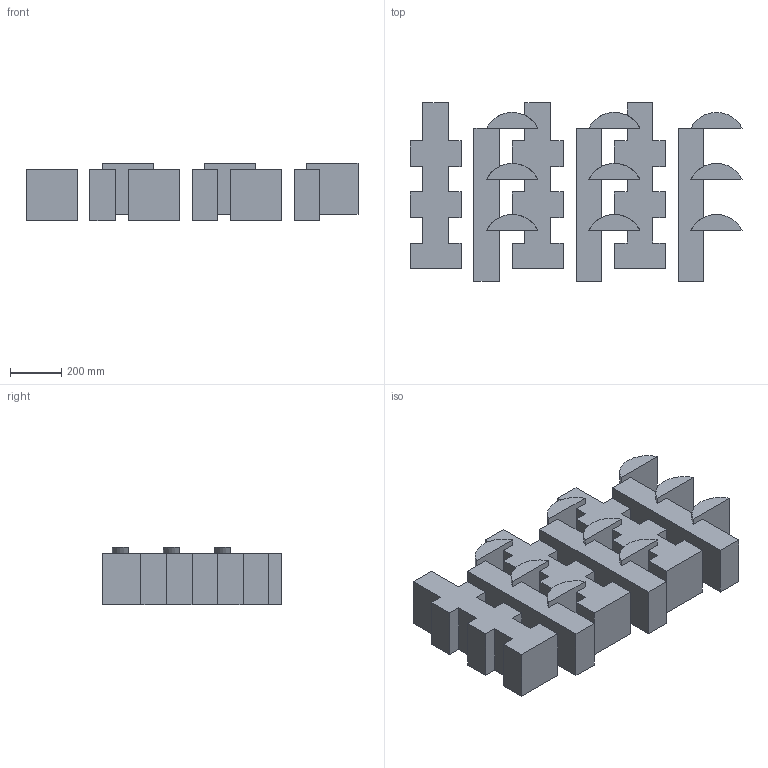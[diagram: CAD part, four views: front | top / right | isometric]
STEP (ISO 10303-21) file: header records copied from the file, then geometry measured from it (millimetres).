
FILE_DESCRIPTION(('Open CASCADE Model'),'2;1');
FILE_NAME('Open CASCADE Shape Model','2024-05-25T22:51:09',('Author'),( 'Open CASCADE'),'Open CASCADE STEP processor 7.7','Open CASCADE 7.7' ,'Unknown');
FILE_SCHEMA(('AUTOMOTIVE_DESIGN { 1 0 10303 214 1 1 1 1 }'));
Length unit declared in the file: millimetre
Products named in the file (5): Open CASCADE STEP translator 7.7 98; Open CASCADE STEP translator 7.7 98.1; Open CASCADE STEP translator 7.7 98.2; Open CASCADE STEP translator 7.7 98.3; Open CASCADE STEP translator 7.7 98.4
Assembly tree (4 placements, depth 2):
  Open CASCADE STEP translator 7.7 98
    Open CASCADE STEP translator 7.7 98.1
    Open CASCADE STEP translator 7.7 98.2
    Open CASCADE STEP translator 7.7 98.3
    Open CASCADE STEP translator 7.7 98.4
Bounding box: 1300 x 700 x 225 mm (x, y, z)
Volume: 105436435.8 mm3; surface area: 3461885.4 mm2
Topology: 4 solids, 4 shells, 132 faces, 390 edges, 258 vertices
Faces by surface type: plane 123, cylinder 9
Entity records: 9522 total; most frequent: CARTESIAN_POINT 1613, DIRECTION 1466, LINE 1110, VECTOR 1110, ORIENTED_EDGE 780, PCURVE 780, DEFINITIONAL_REPRESENTATION 780, EDGE_CURVE 390
